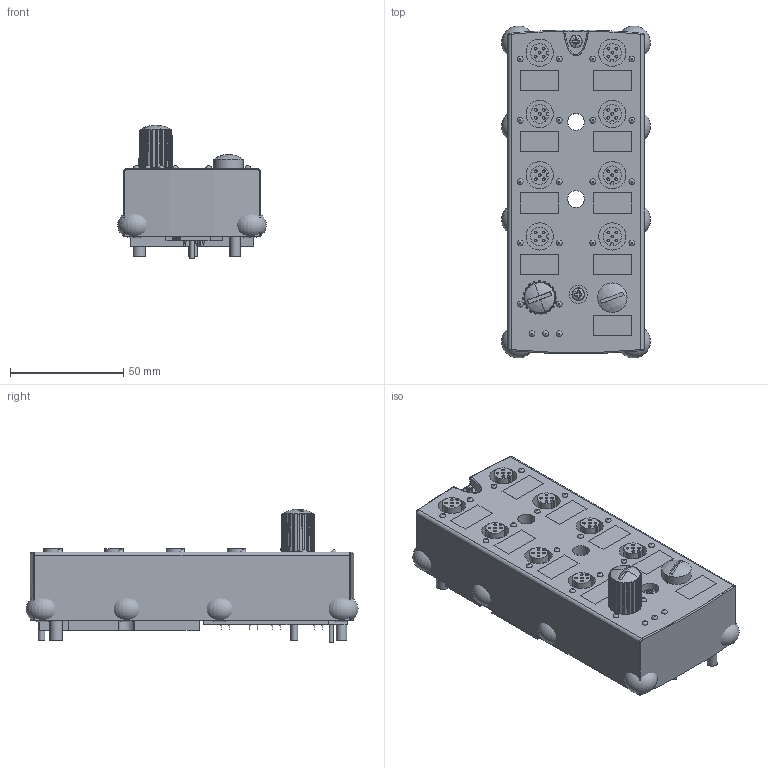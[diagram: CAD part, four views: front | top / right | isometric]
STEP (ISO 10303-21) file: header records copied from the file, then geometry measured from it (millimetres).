
FILE_DESCRIPTION(/* description */ ('Alibre Inc.'),/* implementation_level */ '2;1');
FILE_NAME(/* name */ 'export-F2AAE608-EB9C-44CF-A75C-38BEC62CBC48',/* time_stamp */ '2018-12-10T13:33:32+01:00',/* author */ (''),/* organization */ (''),/* preprocessor_version */ 'ST-DEVELOPER v17',/* originating_system */ 'Alibre',/* authorisation */ '');
FILE_SCHEMA (('AUTOMOTIVE_DESIGN'));
Length unit declared in the file: centimetre
Products named in the file (10): BENE INOX | 210216-3X30
Bounding box: 65.61 x 146.34 x 58.96 mm (x, y, z)
Volume: 282758.6 mm3; surface area: 73510.2 mm2
Topology: 52 solids, 54 shells, 1630 faces, 3963 edges, 2450 vertices
Faces by surface type: plane 533, cylinder 477, torus 247, sphere 136, bspline 128, cone 108, extrusion 1
Full cylindrical faces by diameter (mm): 1.2 x40, 2 x1, 2.5 x63, 3 x11, 4 x1, 4.5 x1, 5.5 x1, 6 x8, 7.5 x4, 8 x4, 12 x22, 13 x1
Entity records: 33229 total; most frequent: CARTESIAN_POINT 10773, DIRECTION 4580, ORIENTED_EDGE 4364, AXIS2_PLACEMENT_3D 2223, EDGE_CURVE 2182, VERTEX_POINT 1393, FACE_BOUND 1299, EDGE_LOOP 1283
